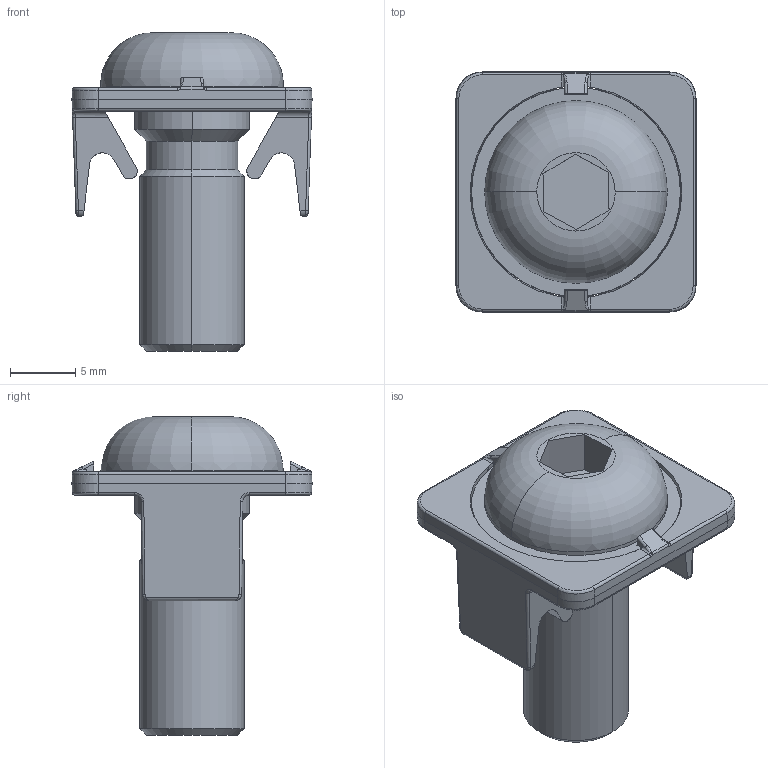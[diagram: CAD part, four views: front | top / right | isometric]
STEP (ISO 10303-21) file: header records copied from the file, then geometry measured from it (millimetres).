
FILE_DESCRIPTION (( 'STEP AP203' ), '1' );
FILE_NAME ('282311850_c_1.STEP', '2022-09-30T01:52:21', ( '' ), ( '' ), 'SwSTEP 2.0', 'SolidWorks 2014', '' );
FILE_SCHEMA (( 'CONFIG_CONTROL_DESIGN' ));
Length unit declared in the file: millimetre
Products named in the file (1): 282311850_c_1
Bounding box: 18.4 x 18.4 x 24.4 mm (x, y, z)
Volume: 2207.2 mm3; surface area: 2045.6 mm2
Topology: 1 solids, 1 shells, 169 faces, 421 edges, 249 vertices
Faces by surface type: cylinder 64, plane 53, bspline 40, cone 10, torus 2
Entity records: 6209 total; most frequent: CARTESIAN_POINT 2544, ORIENTED_EDGE 834, DIRECTION 624, EDGE_CURVE 417, VERTEX_POINT 249, AXIS2_PLACEMENT_3D 218, LINE 188, VECTOR 188
